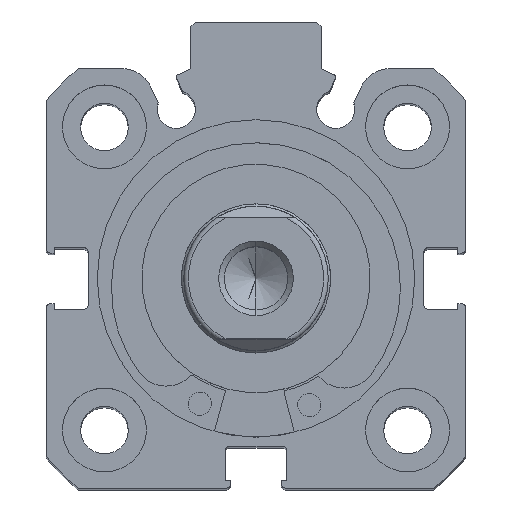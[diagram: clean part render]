
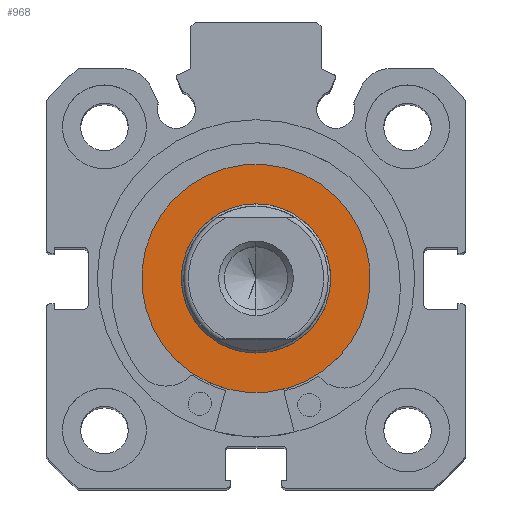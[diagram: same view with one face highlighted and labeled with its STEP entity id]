
A CAD part, top view. The second image highlights one B-rep face of the part: STEP entity #968.
In plain terms, the highlighted face is planar.
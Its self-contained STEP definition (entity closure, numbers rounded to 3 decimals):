
#27 = VERTEX_POINT ( 'NONE', #147 ) ;
#41 = VERTEX_POINT ( 'NONE', #364 ) ;
#147 = CARTESIAN_POINT ( 'NONE',  ( 0., 0., 8. ) ) ;
#334 = CARTESIAN_POINT ( 'NONE',  ( 0., 0., 12.25 ) ) ;
#364 = CARTESIAN_POINT ( 'NONE',  ( 0., 0., -8. ) ) ;
#432 = CARTESIAN_POINT ( 'NONE',  ( 0., 0., -12.25 ) ) ;
#485 = VERTEX_POINT ( 'NONE', #334 ) ;
#672 = VERTEX_POINT ( 'NONE', #432 ) ;
#968 = ADVANCED_FACE ( 'NONE', ( #1619, #1617 ), #2376, .F. ) ;
#1240 = ORIENTED_EDGE ( 'NONE', *, *, #3931, .F. ) ;
#1245 = ORIENTED_EDGE ( 'NONE', *, *, #3943, .T. ) ;
#1264 = ORIENTED_EDGE ( 'NONE', *, *, #3946, .F. ) ;
#1617 = FACE_OUTER_BOUND ( 'NONE', #5194, .T. ) ;
#1619 = FACE_BOUND ( 'NONE', #5196, .T. ) ;
#2370 = CARTESIAN_POINT ( 'NONE',  ( 0., 12.25, 0. ) ) ;
#2376 = PLANE ( 'NONE',  #4138 ) ;
#2377 = DIRECTION ( 'NONE',  ( 1., 0., 0. ) ) ;
#2378 = DIRECTION ( 'NONE',  ( 0., 0., -1. ) ) ;
#3928 = EDGE_CURVE ( 'NONE', #672, #485, #4786, .T. ) ;
#3931 = EDGE_CURVE ( 'NONE', #41, #27, #4789, .T. ) ;
#3943 = EDGE_CURVE ( 'NONE', #485, #672, #4806, .T. ) ;
#3946 = EDGE_CURVE ( 'NONE', #27, #41, #4808, .T. ) ;
#4138 = AXIS2_PLACEMENT_3D ( 'NONE', #2370, #2377, #2378 ) ;
#4786 = CIRCLE ( 'NONE', #5006, 12.25 ) ;
#4789 = CIRCLE ( 'NONE', #5009, 8. ) ;
#4806 = CIRCLE ( 'NONE', #5018, 12.25 ) ;
#4808 = CIRCLE ( 'NONE', #5019, 8. ) ;
#5006 = AXIS2_PLACEMENT_3D ( 'NONE', #6155, #6162, #6163 ) ;
#5009 = AXIS2_PLACEMENT_3D ( 'NONE', #6167, #6169, #6170 ) ;
#5018 = AXIS2_PLACEMENT_3D ( 'NONE', #6200, #6201, #6202 ) ;
#5019 = AXIS2_PLACEMENT_3D ( 'NONE', #6205, #6208, #6209 ) ;
#5194 = EDGE_LOOP ( 'NONE', ( #1245, #7127 ) ) ;
#5196 = EDGE_LOOP ( 'NONE', ( #1264, #1240 ) ) ;
#6155 = CARTESIAN_POINT ( 'NONE',  ( 0., 0., 0. ) ) ;
#6162 = DIRECTION ( 'NONE',  ( -1., 0., 0. ) ) ;
#6163 = DIRECTION ( 'NONE',  ( 0., 0., 1. ) ) ;
#6167 = CARTESIAN_POINT ( 'NONE',  ( 0., 0., 0. ) ) ;
#6169 = DIRECTION ( 'NONE',  ( -1., 0., 0. ) ) ;
#6170 = DIRECTION ( 'NONE',  ( 0., 0., 1. ) ) ;
#6200 = CARTESIAN_POINT ( 'NONE',  ( 0., 0., 0. ) ) ;
#6201 = DIRECTION ( 'NONE',  ( -1., 0., 0. ) ) ;
#6202 = DIRECTION ( 'NONE',  ( 0., 0., 1. ) ) ;
#6205 = CARTESIAN_POINT ( 'NONE',  ( 0., 0., 0. ) ) ;
#6208 = DIRECTION ( 'NONE',  ( -1., 0., 0. ) ) ;
#6209 = DIRECTION ( 'NONE',  ( 0., 0., 1. ) ) ;
#7127 = ORIENTED_EDGE ( 'NONE', *, *, #3928, .T. ) ;
